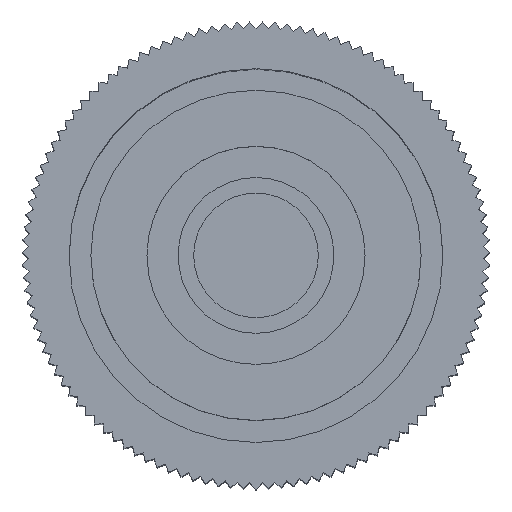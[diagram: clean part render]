
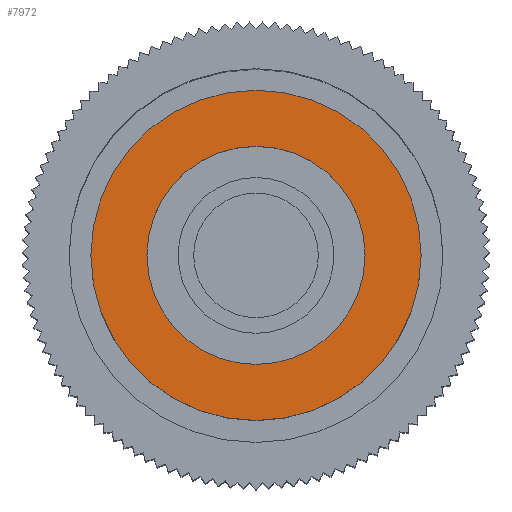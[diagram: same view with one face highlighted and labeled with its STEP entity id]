
A CAD part, top view. The second image highlights one B-rep face of the part: STEP entity #7972.
In plain terms, the highlighted planar face has unit normal (0, 0, 1).
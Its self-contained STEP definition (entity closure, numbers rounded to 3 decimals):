
#30=FACE_BOUND('',#3075,.T.);
#31=FACE_BOUND('',#3076,.T.);
#283=PLANE('',#8609);
#2160=CIRCLE('',#8602,3.5);
#2163=CIRCLE('',#8608,5.3);
#3075=EDGE_LOOP('',(#7134));
#3076=EDGE_LOOP('',(#7135));
#3861=VERTEX_POINT('',#13784);
#3864=VERTEX_POINT('',#13793);
#4958=EDGE_CURVE('',#3861,#3861,#2160,.T.);
#4961=EDGE_CURVE('',#3864,#3864,#2163,.T.);
#7134=ORIENTED_EDGE('',*,*,#4958,.T.);
#7135=ORIENTED_EDGE('',*,*,#4961,.T.);
#7972=ADVANCED_FACE('',(#30,#31),#283,.T.);
#8602=AXIS2_PLACEMENT_3D('',#13785,#10655,#10656);
#8608=AXIS2_PLACEMENT_3D('',#13794,#10667,#10668);
#8609=AXIS2_PLACEMENT_3D('',#13795,#10669,#10670);
#10655=DIRECTION('center_axis',(0.,0.,-1.));
#10656=DIRECTION('ref_axis',(-1.,0.,0.));
#10667=DIRECTION('center_axis',(0.,0.,1.));
#10668=DIRECTION('ref_axis',(-1.,0.,0.));
#10669=DIRECTION('center_axis',(0.,0.,1.));
#10670=DIRECTION('ref_axis',(1.,0.,0.));
#13784=CARTESIAN_POINT('',(3.5,0.,135.));
#13785=CARTESIAN_POINT('Origin',(0.,0.,135.));
#13793=CARTESIAN_POINT('',(5.3,0.,135.));
#13794=CARTESIAN_POINT('Origin',(0.,0.,135.));
#13795=CARTESIAN_POINT('Origin',(0.,0.,135.));
